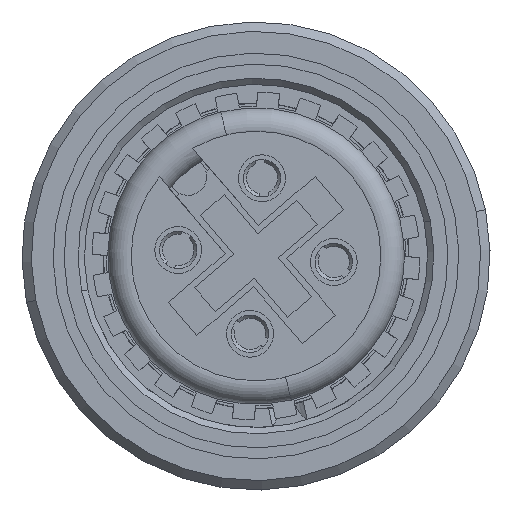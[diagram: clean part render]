
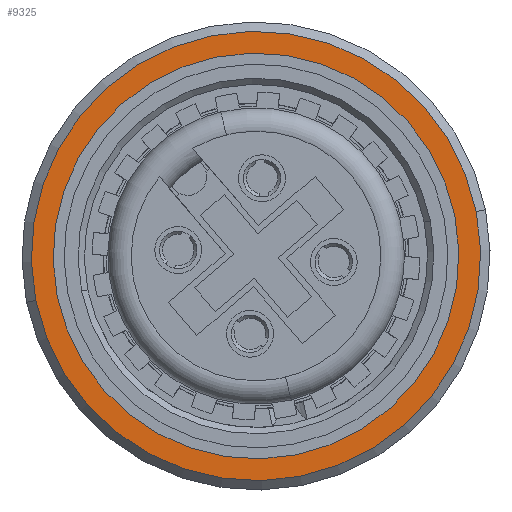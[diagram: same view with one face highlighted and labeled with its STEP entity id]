
A CAD part, left-side view. The second image highlights one B-rep face of the part: STEP entity #9325.
In plain terms, the highlighted planar face has unit normal (-1, 0, 0).
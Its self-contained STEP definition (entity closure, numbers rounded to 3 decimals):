
#2877=CARTESIAN_POINT('',(5.324,0.,0.));
#2878=DIRECTION('',(1.,0.,0.));
#2879=DIRECTION('',(0.,0.98,-0.198));
#2880=AXIS2_PLACEMENT_3D('',#2877,#2878,#2879);
#2882=CARTESIAN_POINT('',(5.324,0.,0.));
#2883=DIRECTION('',(1.,0.,0.));
#2884=DIRECTION('',(0.,-0.98,0.198));
#2885=AXIS2_PLACEMENT_3D('',#2882,#2883,#2884);
#2887=CARTESIAN_POINT('',(5.324,0.,0.));
#2888=DIRECTION('',(-1.,0.,0.));
#2889=DIRECTION('',(0.,0.98,-0.198));
#2890=AXIS2_PLACEMENT_3D('',#2887,#2888,#2889);
#2892=CARTESIAN_POINT('',(5.324,0.,0.));
#2893=DIRECTION('',(-1.,0.,0.));
#2894=DIRECTION('',(0.,-0.98,0.198));
#2895=AXIS2_PLACEMENT_3D('',#2892,#2893,#2894);
#4905=CARTESIAN_POINT('',(5.324,6.372,-1.285));
#4906=CARTESIAN_POINT('',(5.324,-6.372,1.285));
#4907=VERTEX_POINT('',#4905);
#4908=VERTEX_POINT('',#4906);
#4909=CARTESIAN_POINT('',(5.324,7.058,-1.423));
#4910=CARTESIAN_POINT('',(5.324,-7.058,1.423));
#4911=VERTEX_POINT('',#4909);
#4912=VERTEX_POINT('',#4910);
#9309=CARTESIAN_POINT('',(5.324,0.,
0.));
#9310=DIRECTION('',(1.,0.,0.));
#9311=DIRECTION('',(0.,-0.98,0.198));
#9312=AXIS2_PLACEMENT_3D('',#9309,#9310,#9311);
#9313=PLANE('',#9312);
#9315=ORIENTED_EDGE('',*,*,#9314,.T.);
#9316=ORIENTED_EDGE('',*,*,#9299,.T.);
#9317=EDGE_LOOP('',(#9315,#9316));
#9318=FACE_OUTER_BOUND('',#9317,.F.);
#9320=ORIENTED_EDGE('',*,*,#9319,.T.);
#9322=ORIENTED_EDGE('',*,*,#9321,.T.);
#9323=EDGE_LOOP('',(#9320,#9322));
#9324=FACE_BOUND('',#9323,.F.);
#2881=CIRCLE('',#2880,7.2);
#2886=CIRCLE('',#2885,7.2);
#2891=CIRCLE('',#2890,6.5);
#2896=CIRCLE('',#2895,6.5);
#9299=EDGE_CURVE('',#4912,#4911,#2886,.T.);
#9314=EDGE_CURVE('',#4911,#4912,#2881,.T.);
#9319=EDGE_CURVE('',#4907,#4908,#2891,.T.);
#9321=EDGE_CURVE('',#4908,#4907,#2896,.T.);
#9325=ADVANCED_FACE('',(#9318,#9324),#9313,.F.);
